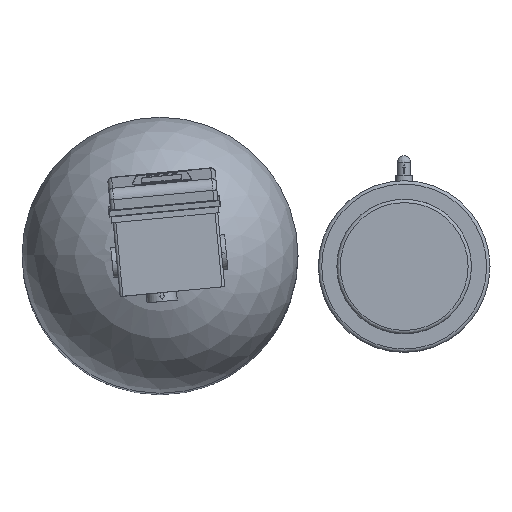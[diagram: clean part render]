
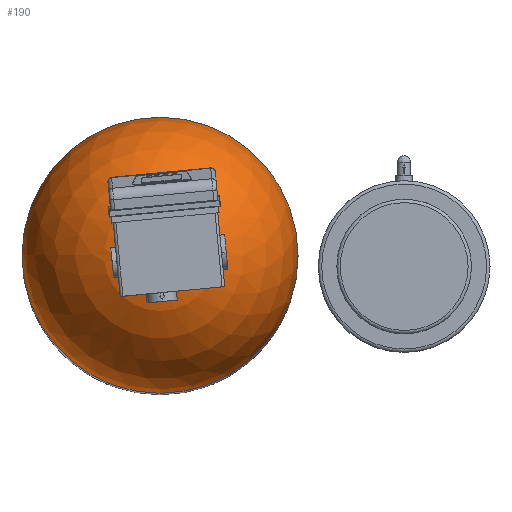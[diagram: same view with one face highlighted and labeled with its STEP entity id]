
A CAD part, top view. The second image highlights one B-rep face of the part: STEP entity #190.
In plain terms, the highlighted spherical face has radius 205 mm.
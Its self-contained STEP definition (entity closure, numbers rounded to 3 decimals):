
#190=ADVANCED_FACE('',(#5788,#5790),#5792,.T.);
#5788=FACE_OUTER_BOUND('',#5789,.T.);
#5789=EDGE_LOOP('',(#10300));
#5790=FACE_OUTER_BOUND('',#5791,.T.);
#5791=EDGE_LOOP('',(#10301));
#5792=SPHERICAL_SURFACE('',#5793,205.);
#5793=AXIS2_PLACEMENT_3D('',#5794,#5795,#5796);
#5794=CARTESIAN_POINT('',(0.,0.,1202.298));
#5795=DIRECTION('',(0.,-0.,-1.));
#5796=DIRECTION('',(-1.,0.,0.));
#10300=ORIENTED_EDGE('',*,*,#13631,.T.);
#10301=ORIENTED_EDGE('',*,*,#13633,.F.);
#13631=EDGE_CURVE('',#15299,#15299,#15300,.T.);
#13633=EDGE_CURVE('',#15303,#15303,#15304,.T.);
#15299=VERTEX_POINT('',#18084);
#15300=CIRCLE('',#18085,38.);
#15303=VERTEX_POINT('',#18094);
#15304=CIRCLE('',#18095,205.);
#18084=CARTESIAN_POINT('',(-38.,0.,1403.745));
#18085=AXIS2_PLACEMENT_3D('',#18086,#18087,#18088);
#18086=CARTESIAN_POINT('',(0.,0.,1403.745));
#18087=DIRECTION('',(0.,0.,-1.));
#18088=DIRECTION('',(-1.,0.,0.));
#18094=CARTESIAN_POINT('',(-205.,0.,1202.298));
#18095=AXIS2_PLACEMENT_3D('',#18096,#18097,#18098);
#18096=CARTESIAN_POINT('',(0.,0.,1202.298));
#18097=DIRECTION('',(0.,0.,-1.));
#18098=DIRECTION('',(-1.,0.,0.));
